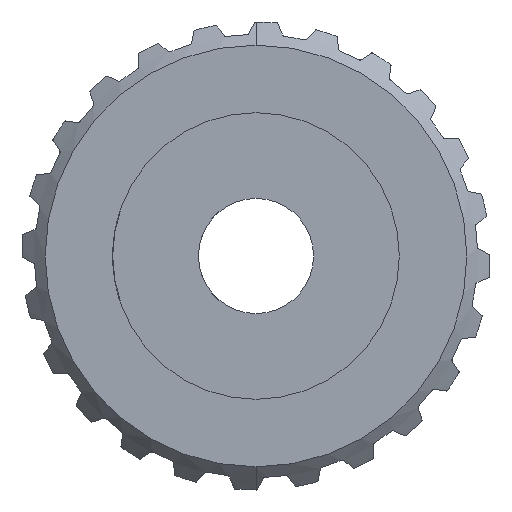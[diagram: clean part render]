
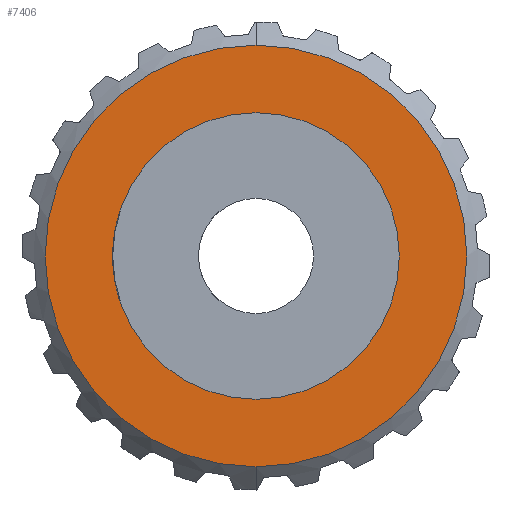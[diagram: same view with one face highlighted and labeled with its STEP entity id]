
A CAD part, front view. The second image highlights one B-rep face of the part: STEP entity #7406.
In plain terms, the highlighted planar face has unit normal (0, -1, 0).
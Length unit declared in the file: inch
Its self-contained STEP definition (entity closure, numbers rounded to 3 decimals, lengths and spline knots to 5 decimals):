
#8 = ORIENTED_EDGE ( 'NONE', *, *, #7782, .F. ) ;
#252 = AXIS2_PLACEMENT_3D ( 'NONE', #4668, #10839, #5543 ) ;
#365 = FACE_BOUND ( 'NONE', #10035, .T. ) ;
#781 = ORIENTED_EDGE ( 'NONE', *, *, #10558, .F. ) ;
#1325 = CIRCLE ( 'NONE', #10080, 0.36045 ) ;
#1393 = VERTEX_POINT ( 'NONE', #3319 ) ;
#1453 = VERTEX_POINT ( 'NONE', #5291 ) ;
#1538 = PLANE ( 'NONE',  #10894 ) ;
#1738 = CARTESIAN_POINT ( 'NONE',  ( 0., 0.0542, 0. ) ) ;
#2257 = EDGE_LOOP ( 'NONE', ( #8, #781 ) ) ;
#2368 = CARTESIAN_POINT ( 'NONE',  ( 0., 0.0542, 0. ) ) ;
#2644 = DIRECTION ( 'NONE',  ( 0., 0., -1. ) ) ;
#3258 = DIRECTION ( 'NONE',  ( 0., 0., -1. ) ) ;
#3319 = CARTESIAN_POINT ( 'NONE',  ( 0., 0.0542, -0.36045 ) ) ;
#3599 = DIRECTION ( 'NONE',  ( 0., -1., 0. ) ) ;
#3756 = CIRCLE ( 'NONE', #7363, 0.36045 ) ;
#4101 = CIRCLE ( 'NONE', #252, 0.245 ) ;
#4435 = VERTEX_POINT ( 'NONE', #4616 ) ;
#4616 = CARTESIAN_POINT ( 'NONE',  ( 0., 0.0542, 0.36045 ) ) ;
#4668 = CARTESIAN_POINT ( 'NONE',  ( 0., 0.0542, 0. ) ) ;
#5291 = CARTESIAN_POINT ( 'NONE',  ( 0., 0.0542, -0.245 ) ) ;
#5543 = DIRECTION ( 'NONE',  ( 0., 0., -1. ) ) ;
#6070 = DIRECTION ( 'NONE',  ( 0., 0., -1. ) ) ;
#6485 = VERTEX_POINT ( 'NONE', #9645 ) ;
#7169 = EDGE_CURVE ( 'NONE', #6485, #1453, #4101, .T. ) ;
#7363 = AXIS2_PLACEMENT_3D ( 'NONE', #2368, #8541, #3258 ) ;
#7406 = ADVANCED_FACE ( 'NONE', ( #10582, #365 ), #1538, .T. ) ;
#7410 = ORIENTED_EDGE ( 'NONE', *, *, #7169, .F. ) ;
#7782 = EDGE_CURVE ( 'NONE', #4435, #1393, #1325, .T. ) ;
#7922 = DIRECTION ( 'NONE',  ( 0., 1., 0. ) ) ;
#8447 = EDGE_CURVE ( 'NONE', #1453, #6485, #10283, .T. ) ;
#8541 = DIRECTION ( 'NONE',  ( 0., 1., 0. ) ) ;
#8874 = CARTESIAN_POINT ( 'NONE',  ( 0., 0.0542, 0. ) ) ;
#9645 = CARTESIAN_POINT ( 'NONE',  ( 0., 0.0542, 0.245 ) ) ;
#9652 = AXIS2_PLACEMENT_3D ( 'NONE', #8874, #3599, #9772 ) ;
#9772 = DIRECTION ( 'NONE',  ( 0., 0., -1. ) ) ;
#9959 = ORIENTED_EDGE ( 'NONE', *, *, #8447, .F. ) ;
#10035 = EDGE_LOOP ( 'NONE', ( #7410, #9959 ) ) ;
#10080 = AXIS2_PLACEMENT_3D ( 'NONE', #1738, #7922, #2644 ) ;
#10283 = CIRCLE ( 'NONE', #9652, 0.245 ) ;
#10470 = CARTESIAN_POINT ( 'NONE',  ( 0., 0.0542, 0. ) ) ;
#10558 = EDGE_CURVE ( 'NONE', #1393, #4435, #3756, .T. ) ;
#10582 = FACE_OUTER_BOUND ( 'NONE', #2257, .T. ) ;
#10839 = DIRECTION ( 'NONE',  ( 0., -1., 0. ) ) ;
#10894 = AXIS2_PLACEMENT_3D ( 'NONE', #10470, #11382, #6070 ) ;
#11382 = DIRECTION ( 'NONE',  ( 0., -1., 0. ) ) ;
